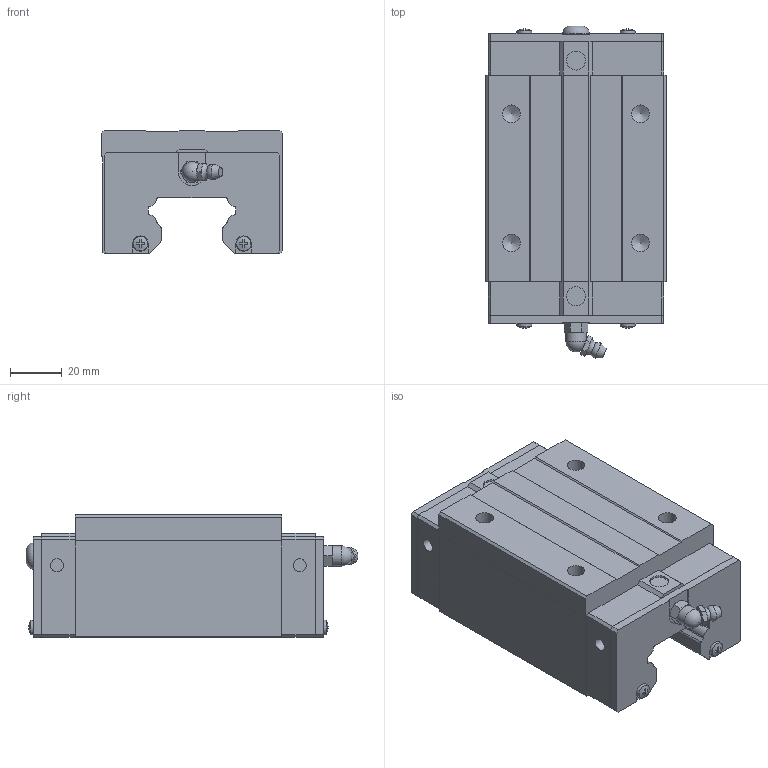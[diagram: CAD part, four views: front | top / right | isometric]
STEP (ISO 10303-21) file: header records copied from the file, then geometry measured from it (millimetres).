
FILE_DESCRIPTION(('STEP AP242'), '1');
FILE_NAME('HGH35CAZ0P_FILE_1_2', '', ('UNSPECIFIED'), ('UNSPECIFIED'), 'ASCON STEP Converter 1.6', 'ASCON Math Kernel', '');
FILE_SCHEMA(('AP242_MANAGED_MODEL_BASED_3D_ENGINEERING_MIM_LF { 1 0 10303 442 1 1 4 }'));
Length unit declared in the file: millimetre
Products named in the file (1): HGH35CA
Bounding box: 70 x 128.51 x 47.5 mm (x, y, z)
Volume: 278421.1 mm3; surface area: 39172.6 mm2
Topology: 1 solids, 5 shells, 311 faces, 839 edges, 551 vertices
Faces by surface type: plane 208, cylinder 65, cone 27, torus 10, sphere 1
Full cylindrical faces by diameter (mm): 3 x2, 3.3 x2, 5 x4, 6 x1, 6.4 x2, 6.8 x4, 7.3 x2, 7.847 x1, 10.3 x1
Entity records: 14411 total; most frequent: CARTESIAN_POINT 4389, ORIENTED_EDGE 1590, DIRECTION 1448, EDGE_CURVE 795, VERTEX_POINT 546, LINE 524, VECTOR 524, AXIS2_PLACEMENT_3D 462
